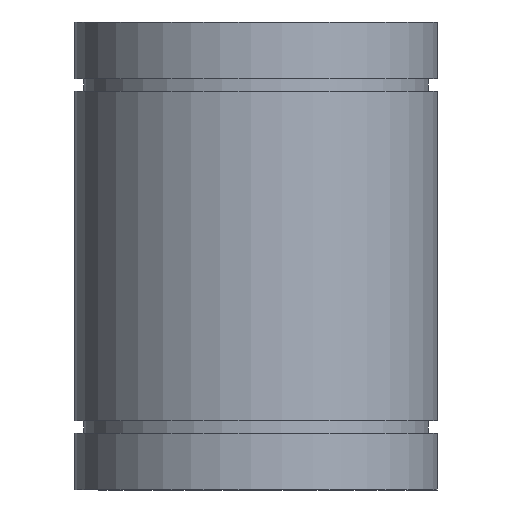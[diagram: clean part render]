
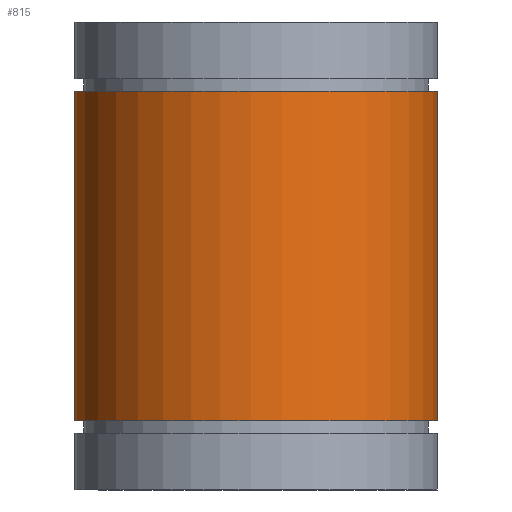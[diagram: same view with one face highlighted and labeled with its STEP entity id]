
A CAD part, left-side view. The second image highlights one B-rep face of the part: STEP entity #815.
In plain terms, the highlighted cylindrical face has radius 31 mm (diameter 62 mm), a partial arc.
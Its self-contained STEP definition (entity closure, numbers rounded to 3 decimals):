
#8 = AXIS2_PLACEMENT_3D ( 'NONE', #639, #644, #645 ) ;
#19 = CARTESIAN_POINT ( 'NONE',  ( 0., 0., 0. ) ) ;
#22 = AXIS2_PLACEMENT_3D ( 'NONE', #621, #631, #632 ) ;
#30 = EDGE_CURVE ( 'NONE', #589, #591, #243, .T. ) ;
#35 = EDGE_CURVE ( 'NONE', #596, #597, #352, .T. ) ;
#39 = EDGE_CURVE ( 'NONE', #597, #591, #378, .T. ) ;
#43 = EDGE_CURVE ( 'NONE', #589, #596, #145, .T. ) ;
#65 = DIRECTION ( 'NONE',  ( 0., 0., 1. ) ) ;
#66 = DIRECTION ( 'NONE',  ( 1., 0., 0. ) ) ;
#140 = ORIENTED_EDGE ( 'NONE', *, *, #39, .T. ) ;
#145 = LINE ( 'NONE', #663, #211 ) ;
#151 = FACE_OUTER_BOUND ( 'NONE', #155, .T. ) ;
#155 = EDGE_LOOP ( 'NONE', ( #311, #140, #227, #198 ) ) ;
#198 = ORIENTED_EDGE ( 'NONE', *, *, #43, .T. ) ;
#211 = VECTOR ( 'NONE', #664, 1000. ) ;
#227 = ORIENTED_EDGE ( 'NONE', *, *, #30, .F. ) ;
#243 = CIRCLE ( 'NONE', #22, 31. ) ;
#310 = VECTOR ( 'NONE', #655, 1000. ) ;
#311 = ORIENTED_EDGE ( 'NONE', *, *, #35, .T. ) ;
#324 = CYLINDRICAL_SURFACE ( 'NONE', #842, 31. ) ;
#352 = CIRCLE ( 'NONE', #8, 31. ) ;
#378 = LINE ( 'NONE', #654, #310 ) ;
#589 = VERTEX_POINT ( 'NONE', #719 ) ;
#591 = VERTEX_POINT ( 'NONE', #733 ) ;
#596 = VERTEX_POINT ( 'NONE', #739 ) ;
#597 = VERTEX_POINT ( 'NONE', #740 ) ;
#621 = CARTESIAN_POINT ( 'NONE',  ( 0., 0., -11.85 ) ) ;
#631 = DIRECTION ( 'NONE',  ( 0., 0., 1. ) ) ;
#632 = DIRECTION ( 'NONE',  ( 1., 0., 0. ) ) ;
#639 = CARTESIAN_POINT ( 'NONE',  ( 0., 0., -68.15 ) ) ;
#644 = DIRECTION ( 'NONE',  ( 0., 0., 1. ) ) ;
#645 = DIRECTION ( 'NONE',  ( 1., 0., 0. ) ) ;
#654 = CARTESIAN_POINT ( 'NONE',  ( -1.625, -30.957, 0. ) ) ;
#655 = DIRECTION ( 'NONE',  ( 0., 0., 1. ) ) ;
#663 = CARTESIAN_POINT ( 'NONE',  ( 1.625, -30.957, 0. ) ) ;
#664 = DIRECTION ( 'NONE',  ( 0., 0., -1. ) ) ;
#719 = CARTESIAN_POINT ( 'NONE',  ( 1.625, -30.957, -11.85 ) ) ;
#733 = CARTESIAN_POINT ( 'NONE',  ( -1.625, -30.957, -11.85 ) ) ;
#739 = CARTESIAN_POINT ( 'NONE',  ( 1.625, -30.957, -68.15 ) ) ;
#740 = CARTESIAN_POINT ( 'NONE',  ( -1.625, -30.957, -68.15 ) ) ;
#815 = ADVANCED_FACE ( 'NONE', ( #151 ), #324, .T. ) ;
#842 = AXIS2_PLACEMENT_3D ( 'NONE', #19, #65, #66 ) ;
